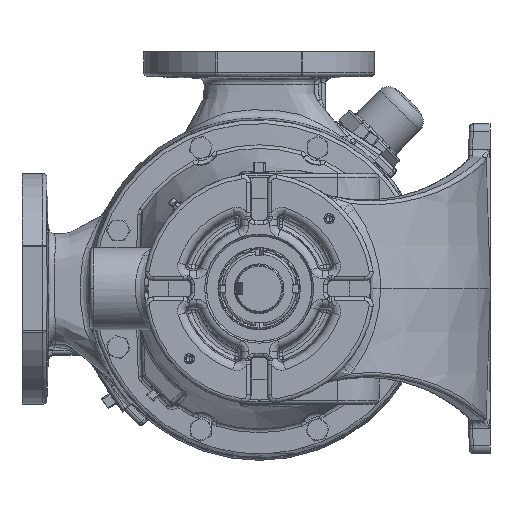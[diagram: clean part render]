
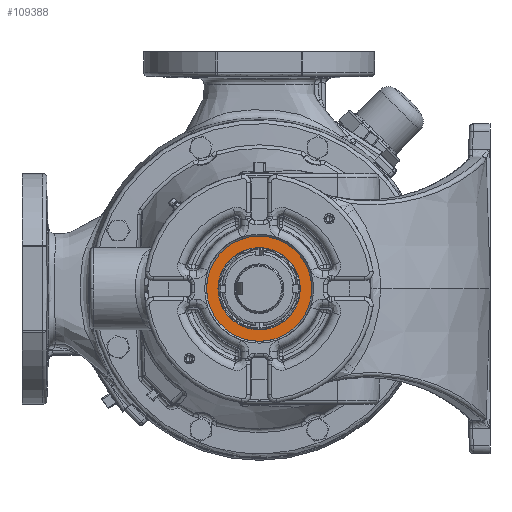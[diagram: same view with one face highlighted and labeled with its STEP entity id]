
A CAD part, left-side view. The second image highlights one B-rep face of the part: STEP entity #109388.
In plain terms, the highlighted planar face has unit normal (-1, 0, 0).
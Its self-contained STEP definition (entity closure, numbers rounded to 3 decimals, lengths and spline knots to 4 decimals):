
#1213 = CIRCLE ( 'NONE', #82758, 1.5937 ) ;
#3928 = PLANE ( 'NONE',  #176076 ) ;
#15945 = EDGE_LOOP ( 'NONE', ( #202152, #115418 ) ) ;
#16888 = DIRECTION ( 'NONE',  ( 0., 0., -1. ) ) ;
#19659 = CARTESIAN_POINT ( 'NONE',  ( -11.7303, 1.19, 0. ) ) ;
#23076 = AXIS2_PLACEMENT_3D ( 'NONE', #31329, #92726, #138491 ) ;
#26005 = DIRECTION ( 'NONE',  ( 0., 0., -1. ) ) ;
#31254 = EDGE_CURVE ( 'Defeatured_0_2895+Defeatured_0_2899+Defeatured_0_2899+Defeatured_0_2899', #123879, #176288, #33542, .T. ) ;
#31329 = CARTESIAN_POINT ( 'NONE',  ( -11.7303, 0., 0. ) ) ;
#32987 = FACE_BOUND ( 'NONE', #15945, .T. ) ;
#33542 = CIRCLE ( 'NONE', #40050, 1.2479 ) ;
#35343 = DIRECTION ( 'NONE',  ( 1., 0., 0. ) ) ;
#40050 = AXIS2_PLACEMENT_3D ( 'NONE', #142443, #96689, #16888 ) ;
#55600 = EDGE_CURVE ( 'Defeatured_0_2895+Defeatured_0_2901+Defeatured_0_2901+Defeatured_0_2901', #72651, #87292, #138375, .T. ) ;
#72651 = VERTEX_POINT ( 'NONE', #137144 ) ;
#74034 = ORIENTED_EDGE ( 'NONE', *, *, #83025, .T. ) ;
#82758 = AXIS2_PLACEMENT_3D ( 'NONE', #198520, #137895, #26005 ) ;
#83025 = EDGE_CURVE ( 'Defeatured_0_2895+Defeatured_0_2901+Defeatured_0_2901+Defeatured_0_2901', #87292, #72651, #1213, .T. ) ;
#87292 = VERTEX_POINT ( 'NONE', #129948 ) ;
#92726 = DIRECTION ( 'NONE',  ( -1., 0., 0. ) ) ;
#96689 = DIRECTION ( 'NONE',  ( 1., 0., 0. ) ) ;
#109388 = ADVANCED_FACE ( 'Defeatured_0_2895', ( #160309, #32987 ), #3928, .F. ) ;
#115418 = ORIENTED_EDGE ( 'NONE', *, *, #162533, .T. ) ;
#123879 = VERTEX_POINT ( 'NONE', #151555 ) ;
#128962 = AXIS2_PLACEMENT_3D ( 'NONE', #151155, #148460, #164161 ) ;
#129948 = CARTESIAN_POINT ( 'NONE',  ( -11.7303, 0., 1.5938 ) ) ;
#137144 = CARTESIAN_POINT ( 'NONE',  ( -11.7303, 0., -1.5937 ) ) ;
#137895 = DIRECTION ( 'NONE',  ( -1., 0., 0. ) ) ;
#138375 = CIRCLE ( 'NONE', #23076, 1.5937 ) ;
#138491 = DIRECTION ( 'NONE',  ( 0., 0., -1. ) ) ;
#142443 = CARTESIAN_POINT ( 'NONE',  ( -11.7303, 0., 0. ) ) ;
#145874 = DIRECTION ( 'NONE',  ( 0., 0., -1. ) ) ;
#148460 = DIRECTION ( 'NONE',  ( 1., 0., 0. ) ) ;
#151155 = CARTESIAN_POINT ( 'NONE',  ( -11.7303, 0., 0. ) ) ;
#151555 = CARTESIAN_POINT ( 'NONE',  ( -11.7303, 0., -1.2479 ) ) ;
#152321 = ORIENTED_EDGE ( 'NONE', *, *, #55600, .T. ) ;
#152680 = CARTESIAN_POINT ( 'NONE',  ( -11.7303, 0., 1.2479 ) ) ;
#159985 = EDGE_LOOP ( 'NONE', ( #152321, #74034 ) ) ;
#160309 = FACE_OUTER_BOUND ( 'NONE', #159985, .T. ) ;
#162533 = EDGE_CURVE ( 'Defeatured_0_2895+Defeatured_0_2899+Defeatured_0_2899+Defeatured_0_2899', #176288, #123879, #170888, .T. ) ;
#164161 = DIRECTION ( 'NONE',  ( 0., 0., -1. ) ) ;
#170888 = CIRCLE ( 'NONE', #128962, 1.2479 ) ;
#176076 = AXIS2_PLACEMENT_3D ( 'NONE', #19659, #35343, #145874 ) ;
#176288 = VERTEX_POINT ( 'NONE', #152680 ) ;
#198520 = CARTESIAN_POINT ( 'NONE',  ( -11.7303, 0., 0. ) ) ;
#202152 = ORIENTED_EDGE ( 'NONE', *, *, #31254, .T. ) ;
